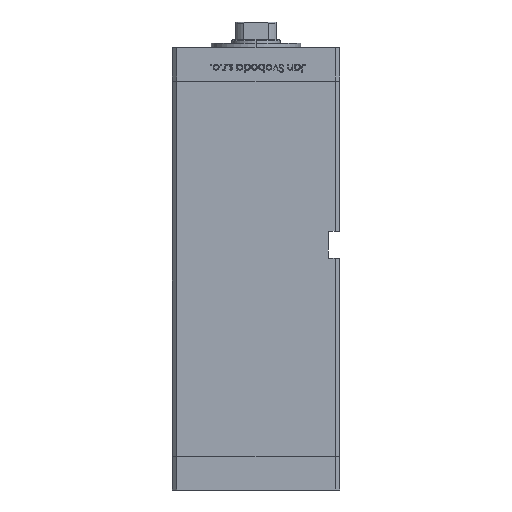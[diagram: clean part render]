
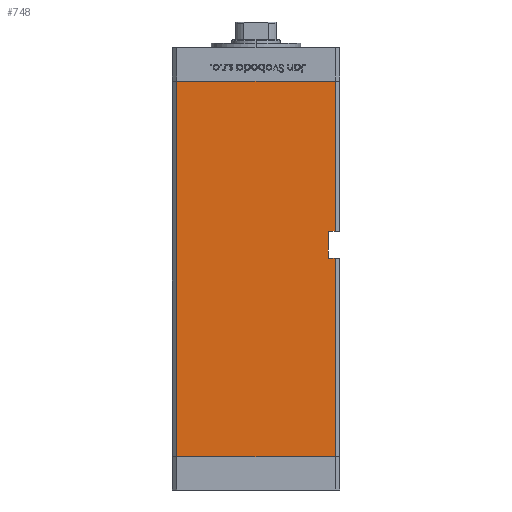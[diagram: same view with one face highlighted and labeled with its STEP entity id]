
A CAD part, left-side view. The second image highlights one B-rep face of the part: STEP entity #748.
In plain terms, the highlighted planar face has unit normal (-1, 0, 0).
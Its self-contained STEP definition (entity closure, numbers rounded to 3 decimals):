
#748 = ADVANCED_FACE ( 'NONE', ( #25161 ), #21406, .F. ) ;
#2222 = DIRECTION ( 'NONE',  ( 0., 0., -1. ) ) ;
#2864 = LINE ( 'NONE', #39971, #3079 ) ;
#3079 = VECTOR ( 'NONE', #6903, 1000. ) ;
#4294 = DIRECTION ( 'NONE',  ( 0., -1., 0. ) ) ;
#4971 = LINE ( 'NONE', #25936, #8107 ) ;
#5092 = ORIENTED_EDGE ( 'NONE', *, *, #20334, .T. ) ;
#5531 = VECTOR ( 'NONE', #4294, 1000. ) ;
#6548 = CARTESIAN_POINT ( 'NONE',  ( -42.5, -32.5, 101. ) ) ;
#6903 = DIRECTION ( 'NONE',  ( 0., -1., 0. ) ) ;
#7533 = ORIENTED_EDGE ( 'NONE', *, *, #28722, .F. ) ;
#8107 = VECTOR ( 'NONE', #49906, 1000. ) ;
#9114 = VECTOR ( 'NONE', #9583, 1000. ) ;
#9583 = DIRECTION ( 'NONE',  ( 0., 0., -1. ) ) ;
#9726 = CARTESIAN_POINT ( 'NONE',  ( -42.5, 35.5, 168.5 ) ) ;
#9729 = VERTEX_POINT ( 'NONE', #10054 ) ;
#10054 = CARTESIAN_POINT ( 'NONE',  ( -42.5, -35.5, 101. ) ) ;
#10982 = CARTESIAN_POINT ( 'NONE',  ( -42.5, -32.5, 89. ) ) ;
#12561 = CARTESIAN_POINT ( 'NONE',  ( -42.5, -32.5, 101. ) ) ;
#15104 = VERTEX_POINT ( 'NONE', #16052 ) ;
#16031 = VECTOR ( 'NONE', #48872, 1000. ) ;
#16052 = CARTESIAN_POINT ( 'NONE',  ( -42.5, 35.5, 0. ) ) ;
#17642 = CARTESIAN_POINT ( 'NONE',  ( -42.5, 35.5, 168.5 ) ) ;
#18421 = EDGE_CURVE ( 'NONE', #33617, #47543, #48500, .T. ) ;
#19668 = ORIENTED_EDGE ( 'NONE', *, *, #18421, .F. ) ;
#20334 = EDGE_CURVE ( 'NONE', #48169, #15104, #4971, .T. ) ;
#20671 = EDGE_CURVE ( 'NONE', #48169, #49702, #41392, .T. ) ;
#21406 = PLANE ( 'NONE',  #30822 ) ;
#22649 = CARTESIAN_POINT ( 'NONE',  ( -42.5, -35.5, 168.5 ) ) ;
#23354 = VERTEX_POINT ( 'NONE', #52639 ) ;
#23786 = CARTESIAN_POINT ( 'NONE',  ( -42.5, -32.5, 101. ) ) ;
#24013 = DIRECTION ( 'NONE',  ( 0., 0., -1. ) ) ;
#25161 = FACE_OUTER_BOUND ( 'NONE', #33854, .T. ) ;
#25908 = CARTESIAN_POINT ( 'NONE',  ( -42.5, 35.5, 0. ) ) ;
#25936 = CARTESIAN_POINT ( 'NONE',  ( -42.5, 35.5, 168.5 ) ) ;
#26109 = VECTOR ( 'NONE', #24013, 1000. ) ;
#26303 = ORIENTED_EDGE ( 'NONE', *, *, #40257, .T. ) ;
#26731 = EDGE_CURVE ( 'NONE', #15104, #48426, #50662, .T. ) ;
#27638 = ORIENTED_EDGE ( 'NONE', *, *, #20671, .F. ) ;
#28722 = EDGE_CURVE ( 'NONE', #23354, #48426, #46943, .T. ) ;
#30255 = DIRECTION ( 'NONE',  ( 1., 0., 0. ) ) ;
#30822 = AXIS2_PLACEMENT_3D ( 'NONE', #17642, #30255, #50182 ) ;
#32967 = LINE ( 'NONE', #12561, #16031 ) ;
#33617 = VERTEX_POINT ( 'NONE', #23786 ) ;
#33854 = EDGE_LOOP ( 'NONE', ( #7533, #36241, #19668, #26303, #43451, #27638, #5092, #44589 ) ) ;
#36241 = ORIENTED_EDGE ( 'NONE', *, *, #39409, .F. ) ;
#36540 = VECTOR ( 'NONE', #50924, 1000. ) ;
#37883 = CARTESIAN_POINT ( 'NONE',  ( -42.5, -35.5, 0. ) ) ;
#39409 = EDGE_CURVE ( 'NONE', #47543, #23354, #2864, .T. ) ;
#39833 = EDGE_CURVE ( 'NONE', #49702, #9729, #50909, .T. ) ;
#39971 = CARTESIAN_POINT ( 'NONE',  ( -42.5, -32.5, 89. ) ) ;
#40257 = EDGE_CURVE ( 'NONE', #33617, #9729, #32967, .T. ) ;
#41392 = LINE ( 'NONE', #45174, #5531 ) ;
#42592 = VECTOR ( 'NONE', #2222, 1000. ) ;
#43451 = ORIENTED_EDGE ( 'NONE', *, *, #39833, .F. ) ;
#43703 = CARTESIAN_POINT ( 'NONE',  ( -42.5, -35.5, 168.5 ) ) ;
#44589 = ORIENTED_EDGE ( 'NONE', *, *, #26731, .T. ) ;
#45174 = CARTESIAN_POINT ( 'NONE',  ( -42.5, 35.5, 168.5 ) ) ;
#46943 = LINE ( 'NONE', #51501, #9114 ) ;
#47543 = VERTEX_POINT ( 'NONE', #10982 ) ;
#48169 = VERTEX_POINT ( 'NONE', #9726 ) ;
#48426 = VERTEX_POINT ( 'NONE', #37883 ) ;
#48500 = LINE ( 'NONE', #6548, #26109 ) ;
#48872 = DIRECTION ( 'NONE',  ( 0., -1., 0. ) ) ;
#49702 = VERTEX_POINT ( 'NONE', #43703 ) ;
#49906 = DIRECTION ( 'NONE',  ( 0., 0., -1. ) ) ;
#50182 = DIRECTION ( 'NONE',  ( 0., 1., 0. ) ) ;
#50662 = LINE ( 'NONE', #25908, #36540 ) ;
#50909 = LINE ( 'NONE', #22649, #42592 ) ;
#50924 = DIRECTION ( 'NONE',  ( 0., -1., 0. ) ) ;
#51501 = CARTESIAN_POINT ( 'NONE',  ( -42.5, -35.5, 168.5 ) ) ;
#52639 = CARTESIAN_POINT ( 'NONE',  ( -42.5, -35.5, 89. ) ) ;
